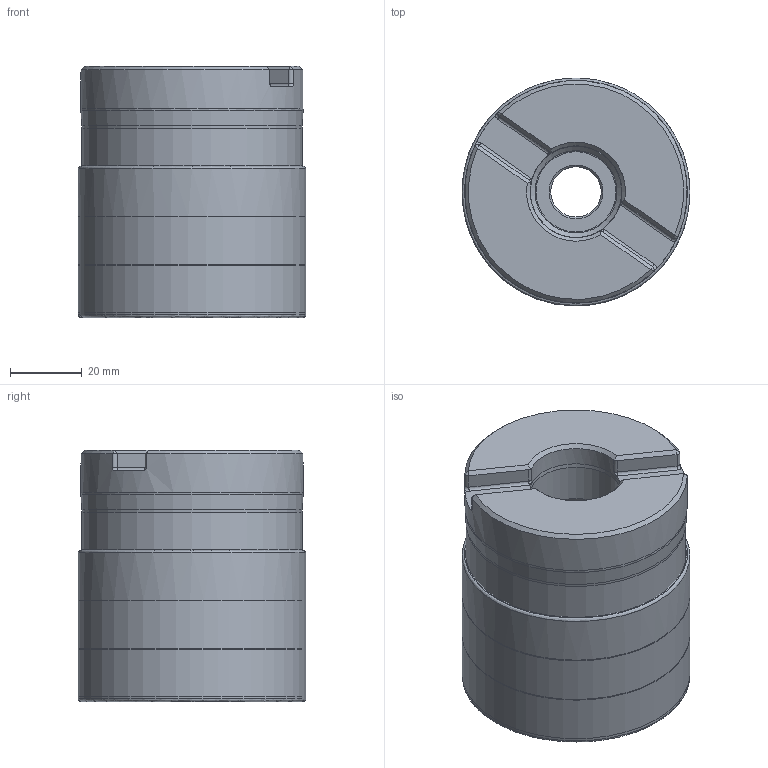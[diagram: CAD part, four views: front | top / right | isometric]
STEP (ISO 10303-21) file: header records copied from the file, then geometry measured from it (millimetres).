
FILE_DESCRIPTION(/* description */ (''),/* implementation_level */ '2;1');
FILE_NAME(/* name */ '202745463ndi000_00.stp',/* time_stamp */ '2019-12-09T11:23:23+01:00',/* author */ (''),/* organization */ (''),/* preprocessor_version */ 'ST-DEVELOPER v16.7',/* originating_system */ 'SIEMENS PLM Software NX 12.0',/* authorisation */ '');
FILE_SCHEMA (('AUTOMOTIVE_DESIGN { 1 0 10303 214 3 1 1 1 }'));
Length unit declared in the file: millimetre
Products named in the file (1): mp5436B4F5788pgc
Bounding box: 63.45 x 63.45 x 70 mm (x, y, z)
Volume: 245558.6 mm3; surface area: 40878.9 mm2
Topology: 2 solids, 2 shells, 103 faces, 248 edges, 145 vertices
Faces by surface type: cylinder 28, revolution 21, cone 20, torus 18, plane 16
Full cylindrical faces by diameter (mm): 14 x1, 21 x1, 25.407 x1, 25.6 x1, 61.296 x1, 62 x1
Entity records: 3172 total; most frequent: CARTESIAN_POINT 1099, DIRECTION 415, ORIENTED_EDGE 356, EDGE_CURVE 178, AXIS2_PLACEMENT_3D 175, EDGE_LOOP 156, VERTEX_POINT 128, FACE_BOUND 106
